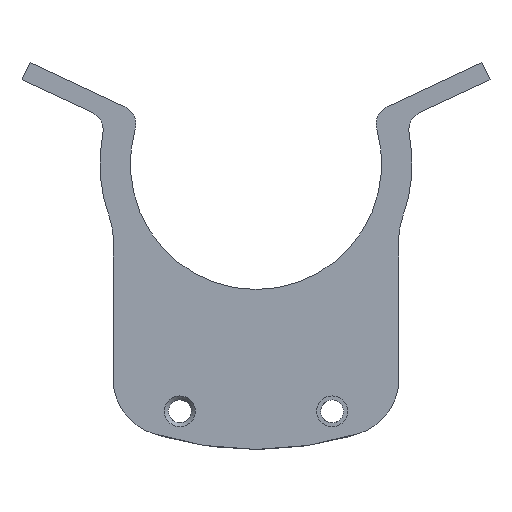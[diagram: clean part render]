
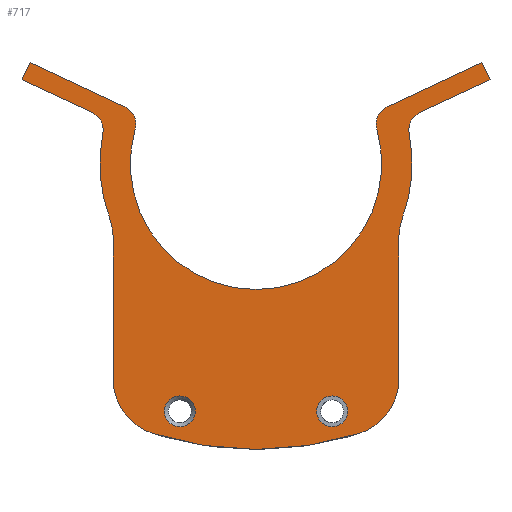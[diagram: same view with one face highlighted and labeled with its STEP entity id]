
A CAD part, front view. The second image highlights one B-rep face of the part: STEP entity #717.
In plain terms, the highlighted planar face has unit normal (0, -1, 0).
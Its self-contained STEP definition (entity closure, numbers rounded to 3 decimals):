
#19=PLANE('',#791);
#34=FACE_BOUND('',#122,.T.);
#35=FACE_BOUND('',#123,.T.);
#78=FACE_OUTER_BOUND('',#121,.T.);
#121=EDGE_LOOP('',(#551,#552,#553,#554,#555,#556,#557,#558,#559,#560,#561,
#562,#563,#564,#565,#566,#567,#568,#569,#570));
#122=EDGE_LOOP('',(#571));
#123=EDGE_LOOP('',(#572));
#171=LINE('',#1262,#227);
#172=LINE('',#1264,#228);
#173=LINE('',#1266,#229);
#174=LINE('',#1274,#230);
#175=LINE('',#1279,#231);
#176=LINE('',#1287,#232);
#177=LINE('',#1289,#233);
#178=LINE('',#1290,#234);
#227=VECTOR('',#927,10.);
#228=VECTOR('',#928,10.);
#229=VECTOR('',#929,10.);
#230=VECTOR('',#936,10.);
#231=VECTOR('',#941,10.);
#232=VECTOR('',#948,10.);
#233=VECTOR('',#949,10.);
#234=VECTOR('',#950,10.);
#274=CIRCLE('',#782,90.);
#278=CIRCLE('',#790,5.);
#279=CIRCLE('',#792,33.);
#280=CIRCLE('',#793,5.);
#281=CIRCLE('',#794,5.);
#282=CIRCLE('',#795,41.);
#283=CIRCLE('',#796,15.);
#284=CIRCLE('',#797,15.);
#285=CIRCLE('',#798,15.);
#286=CIRCLE('',#799,15.);
#287=CIRCLE('',#800,41.);
#288=CIRCLE('',#801,5.);
#289=CIRCLE('',#802,4.05);
#290=CIRCLE('',#803,4.05);
#330=VERTEX_POINT('',#1231);
#331=VERTEX_POINT('',#1233);
#337=VERTEX_POINT('',#1251);
#338=VERTEX_POINT('',#1253);
#339=VERTEX_POINT('',#1257);
#340=VERTEX_POINT('',#1259);
#341=VERTEX_POINT('',#1261);
#342=VERTEX_POINT('',#1263);
#343=VERTEX_POINT('',#1265);
#344=VERTEX_POINT('',#1267);
#345=VERTEX_POINT('',#1269);
#346=VERTEX_POINT('',#1271);
#347=VERTEX_POINT('',#1273);
#348=VERTEX_POINT('',#1276);
#349=VERTEX_POINT('',#1278);
#350=VERTEX_POINT('',#1280);
#351=VERTEX_POINT('',#1282);
#352=VERTEX_POINT('',#1284);
#353=VERTEX_POINT('',#1286);
#354=VERTEX_POINT('',#1288);
#355=VERTEX_POINT('',#1291);
#356=VERTEX_POINT('',#1293);
#409=EDGE_CURVE('',#330,#331,#274,.T.);
#418=EDGE_CURVE('',#337,#338,#278,.T.);
#420=EDGE_CURVE('',#337,#339,#279,.T.);
#421=EDGE_CURVE('',#340,#339,#280,.T.);
#422=EDGE_CURVE('',#340,#341,#171,.T.);
#423=EDGE_CURVE('',#341,#342,#172,.T.);
#424=EDGE_CURVE('',#342,#343,#173,.T.);
#425=EDGE_CURVE('',#344,#343,#281,.T.);
#426=EDGE_CURVE('',#344,#345,#282,.T.);
#427=EDGE_CURVE('',#346,#345,#283,.T.);
#428=EDGE_CURVE('',#346,#347,#174,.T.);
#429=EDGE_CURVE('',#331,#347,#284,.T.);
#430=EDGE_CURVE('',#348,#330,#285,.T.);
#431=EDGE_CURVE('',#349,#348,#175,.T.);
#432=EDGE_CURVE('',#350,#349,#286,.T.);
#433=EDGE_CURVE('',#351,#350,#287,.T.);
#434=EDGE_CURVE('',#352,#351,#288,.T.);
#435=EDGE_CURVE('',#353,#352,#176,.T.);
#436=EDGE_CURVE('',#354,#353,#177,.T.);
#437=EDGE_CURVE('',#338,#354,#178,.T.);
#438=EDGE_CURVE('',#355,#355,#289,.T.);
#439=EDGE_CURVE('',#356,#356,#290,.T.);
#551=ORIENTED_EDGE('',*,*,#418,.F.);
#552=ORIENTED_EDGE('',*,*,#420,.T.);
#553=ORIENTED_EDGE('',*,*,#421,.F.);
#554=ORIENTED_EDGE('',*,*,#422,.T.);
#555=ORIENTED_EDGE('',*,*,#423,.T.);
#556=ORIENTED_EDGE('',*,*,#424,.T.);
#557=ORIENTED_EDGE('',*,*,#425,.F.);
#558=ORIENTED_EDGE('',*,*,#426,.T.);
#559=ORIENTED_EDGE('',*,*,#427,.F.);
#560=ORIENTED_EDGE('',*,*,#428,.T.);
#561=ORIENTED_EDGE('',*,*,#429,.F.);
#562=ORIENTED_EDGE('',*,*,#409,.F.);
#563=ORIENTED_EDGE('',*,*,#430,.F.);
#564=ORIENTED_EDGE('',*,*,#431,.F.);
#565=ORIENTED_EDGE('',*,*,#432,.F.);
#566=ORIENTED_EDGE('',*,*,#433,.F.);
#567=ORIENTED_EDGE('',*,*,#434,.F.);
#568=ORIENTED_EDGE('',*,*,#435,.F.);
#569=ORIENTED_EDGE('',*,*,#436,.F.);
#570=ORIENTED_EDGE('',*,*,#437,.F.);
#571=ORIENTED_EDGE('',*,*,#438,.T.);
#572=ORIENTED_EDGE('',*,*,#439,.T.);
#717=ADVANCED_FACE('',(#78,#34,#35),#19,.F.);
#782=AXIS2_PLACEMENT_3D('',#1234,#897,#898);
#790=AXIS2_PLACEMENT_3D('',#1254,#918,#919);
#791=AXIS2_PLACEMENT_3D('',#1256,#921,#922);
#792=AXIS2_PLACEMENT_3D('',#1258,#923,#924);
#793=AXIS2_PLACEMENT_3D('',#1260,#925,#926);
#794=AXIS2_PLACEMENT_3D('',#1268,#930,#931);
#795=AXIS2_PLACEMENT_3D('',#1270,#932,#933);
#796=AXIS2_PLACEMENT_3D('',#1272,#934,#935);
#797=AXIS2_PLACEMENT_3D('',#1275,#937,#938);
#798=AXIS2_PLACEMENT_3D('',#1277,#939,#940);
#799=AXIS2_PLACEMENT_3D('',#1281,#942,#943);
#800=AXIS2_PLACEMENT_3D('',#1283,#944,#945);
#801=AXIS2_PLACEMENT_3D('',#1285,#946,#947);
#802=AXIS2_PLACEMENT_3D('',#1292,#951,#952);
#803=AXIS2_PLACEMENT_3D('',#1294,#953,#954);
#897=DIRECTION('center_axis',(0.,1.,0.));
#898=DIRECTION('ref_axis',(0.417,0.,-0.909));
#918=DIRECTION('center_axis',(0.,1.,0.));
#919=DIRECTION('ref_axis',(-0.91,0.,0.415));
#921=DIRECTION('center_axis',(0.,1.,0.));
#922=DIRECTION('ref_axis',(0.,0.,1.));
#923=DIRECTION('center_axis',(0.,1.,0.));
#924=DIRECTION('ref_axis',(0.919,0.,-0.395));
#925=DIRECTION('center_axis',(0.,1.,0.));
#926=DIRECTION('ref_axis',(0.91,0.,0.415));
#927=DIRECTION('',(-0.906,0.,0.423));
#928=DIRECTION('',(-0.423,0.,-0.906));
#929=DIRECTION('',(0.906,0.,-0.423));
#930=DIRECTION('center_axis',(0.,-1.,0.));
#931=DIRECTION('ref_axis',(0.892,0.,0.453));
#932=DIRECTION('center_axis',(0.,-1.,0.));
#933=DIRECTION('ref_axis',(-0.958,0.,0.285));
#934=DIRECTION('center_axis',(0.,-1.,0.));
#935=DIRECTION('ref_axis',(0.984,0.,0.177));
#936=DIRECTION('',(0.,0.,-1.));
#937=DIRECTION('center_axis',(0.,1.,0.));
#938=DIRECTION('ref_axis',(-0.806,0.,-0.592));
#939=DIRECTION('center_axis',(0.,1.,0.));
#940=DIRECTION('ref_axis',(0.806,0.,-0.592));
#941=DIRECTION('',(0.,0.,-1.));
#942=DIRECTION('center_axis',(0.,-1.,0.));
#943=DIRECTION('ref_axis',(-0.984,0.,0.177));
#944=DIRECTION('center_axis',(0.,1.,0.));
#945=DIRECTION('ref_axis',(0.958,0.,0.285));
#946=DIRECTION('center_axis',(0.,-1.,0.));
#947=DIRECTION('ref_axis',(-0.892,0.,0.453));
#948=DIRECTION('',(-0.906,0.,-0.423));
#949=DIRECTION('',(0.423,0.,-0.906));
#950=DIRECTION('',(0.906,0.,0.423));
#951=DIRECTION('center_axis',(0.,1.,0.));
#952=DIRECTION('ref_axis',(1.,0.,0.));
#953=DIRECTION('center_axis',(0.,1.,0.));
#954=DIRECTION('ref_axis',(1.,0.,0.));
#1231=CARTESIAN_POINT('',(27.,0.,-70.855));
#1233=CARTESIAN_POINT('',(-27.,0.,-70.855));
#1234=CARTESIAN_POINT('Origin',(0.,0.,15.));
#1251=CARTESIAN_POINT('',(31.735,0.,9.049));
#1253=CARTESIAN_POINT('',(34.43,0.,14.952));
#1254=CARTESIAN_POINT('Origin',(36.543,0.,10.42));
#1256=CARTESIAN_POINT('Origin',(30.723,0.,-24.218));
#1257=CARTESIAN_POINT('',(-31.735,0.,9.049));
#1258=CARTESIAN_POINT('Origin',(0.,0.,0.));
#1259=CARTESIAN_POINT('',(-34.43,0.,14.952));
#1260=CARTESIAN_POINT('Origin',(-36.543,0.,10.42));
#1261=CARTESIAN_POINT('',(-59.333,0.,26.564));
#1262=CARTESIAN_POINT('',(-30.317,0.,13.034));
#1263=CARTESIAN_POINT('',(-61.446,0.,22.032));
#1264=CARTESIAN_POINT('',(-59.333,0.,26.564));
#1265=CARTESIAN_POINT('',(-43.016,0.,13.439));
#1266=CARTESIAN_POINT('',(-61.446,0.,22.032));
#1267=CARTESIAN_POINT('',(-40.224,0.,7.939));
#1268=CARTESIAN_POINT('Origin',(-45.129,0.,8.907));
#1269=CARTESIAN_POINT('',(-38.438,0.,-14.267));
#1270=CARTESIAN_POINT('Origin',(0.,0.,0.));
#1271=CARTESIAN_POINT('',(-37.5,0.,-19.487));
#1272=CARTESIAN_POINT('Origin',(-52.5,0.,-19.487));
#1273=CARTESIAN_POINT('',(-37.5,0.,-56.545));
#1274=CARTESIAN_POINT('',(-37.5,0.,-16.576));
#1275=CARTESIAN_POINT('Origin',(-22.5,0.,-56.545));
#1276=CARTESIAN_POINT('',(37.5,0.,-56.545));
#1277=CARTESIAN_POINT('Origin',(22.5,0.,-56.545));
#1278=CARTESIAN_POINT('',(37.5,0.,-19.487));
#1279=CARTESIAN_POINT('',(37.5,0.,-16.576));
#1280=CARTESIAN_POINT('',(38.438,0.,-14.267));
#1281=CARTESIAN_POINT('Origin',(52.5,0.,-19.487));
#1282=CARTESIAN_POINT('',(40.224,0.,7.939));
#1283=CARTESIAN_POINT('Origin',(0.,0.,0.));
#1284=CARTESIAN_POINT('',(43.016,0.,13.439));
#1285=CARTESIAN_POINT('Origin',(45.129,0.,8.907));
#1286=CARTESIAN_POINT('',(61.446,0.,22.032));
#1287=CARTESIAN_POINT('',(61.446,0.,22.032));
#1288=CARTESIAN_POINT('',(59.333,0.,26.564));
#1289=CARTESIAN_POINT('',(59.333,0.,26.564));
#1290=CARTESIAN_POINT('',(30.317,0.,13.034));
#1291=CARTESIAN_POINT('',(15.95,0.,-65.));
#1292=CARTESIAN_POINT('Origin',(20.,0.,-65.));
#1293=CARTESIAN_POINT('',(-24.05,0.,-65.));
#1294=CARTESIAN_POINT('Origin',(-20.,0.,-65.));
